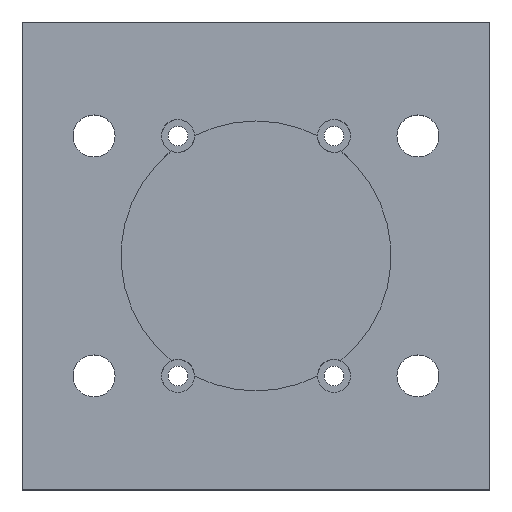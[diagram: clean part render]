
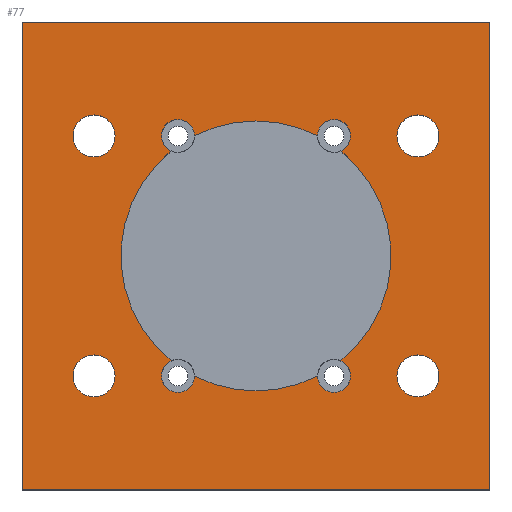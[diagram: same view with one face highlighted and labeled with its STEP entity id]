
A CAD part, top view. The second image highlights one B-rep face of the part: STEP entity #77.
In plain terms, the highlighted planar face has unit normal (0, 0, 1).
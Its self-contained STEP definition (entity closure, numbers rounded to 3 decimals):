
#77 = ADVANCED_FACE( '', ( #106, #107, #108, #109, #110, #111 ), #112, .T. );
#106 = FACE_OUTER_BOUND( '', #189, .T. );
#107 = FACE_BOUND( '', #190, .T. );
#108 = FACE_BOUND( '', #191, .T. );
#109 = FACE_BOUND( '', #192, .T. );
#110 = FACE_BOUND( '', #193, .T. );
#111 = FACE_BOUND( '', #194, .T. );
#112 = PLANE( '', #195 );
#189 = EDGE_LOOP( '', ( #272, #273, #274, #275 ) );
#190 = EDGE_LOOP( '', ( #276 ) );
#191 = EDGE_LOOP( '', ( #277 ) );
#192 = EDGE_LOOP( '', ( #278 ) );
#193 = EDGE_LOOP( '', ( #279 ) );
#194 = EDGE_LOOP( '', ( #280, #281, #282, #283, #284, #285, #286, #287 ) );
#195 = AXIS2_PLACEMENT_3D( '', #288, #289, #290 );
#272 = ORIENTED_EDGE( '', *, *, #465, .T. );
#273 = ORIENTED_EDGE( '', *, *, #466, .T. );
#274 = ORIENTED_EDGE( '', *, *, #467, .T. );
#275 = ORIENTED_EDGE( '', *, *, #468, .T. );
#276 = ORIENTED_EDGE( '', *, *, #469, .F. );
#277 = ORIENTED_EDGE( '', *, *, #470, .F. );
#278 = ORIENTED_EDGE( '', *, *, #471, .F. );
#279 = ORIENTED_EDGE( '', *, *, #472, .F. );
#280 = ORIENTED_EDGE( '', *, *, #473, .T. );
#281 = ORIENTED_EDGE( '', *, *, #474, .T. );
#282 = ORIENTED_EDGE( '', *, *, #475, .T. );
#283 = ORIENTED_EDGE( '', *, *, #476, .T. );
#284 = ORIENTED_EDGE( '', *, *, #477, .T. );
#285 = ORIENTED_EDGE( '', *, *, #478, .T. );
#286 = ORIENTED_EDGE( '', *, *, #479, .T. );
#287 = ORIENTED_EDGE( '', *, *, #480, .T. );
#288 = CARTESIAN_POINT( '', ( -78., 78., 22. ) );
#289 = DIRECTION( '', ( 0., 0., 1. ) );
#290 = DIRECTION( '', ( 1., 0., 0. ) );
#465 = EDGE_CURVE( '', #521, #522, #523, .T. );
#466 = EDGE_CURVE( '', #522, #524, #525, .T. );
#467 = EDGE_CURVE( '', #524, #526, #527, .T. );
#468 = EDGE_CURVE( '', #526, #521, #528, .T. );
#469 = EDGE_CURVE( '', #529, #529, #530, .T. );
#470 = EDGE_CURVE( '', #531, #531, #532, .T. );
#471 = EDGE_CURVE( '', #533, #533, #534, .T. );
#472 = EDGE_CURVE( '', #535, #535, #536, .T. );
#473 = EDGE_CURVE( '', #537, #538, #539, .T. );
#474 = EDGE_CURVE( '', #538, #540, #541, .T. );
#475 = EDGE_CURVE( '', #540, #542, #543, .T. );
#476 = EDGE_CURVE( '', #542, #544, #545, .T. );
#477 = EDGE_CURVE( '', #544, #546, #547, .T. );
#478 = EDGE_CURVE( '', #546, #548, #549, .T. );
#479 = EDGE_CURVE( '', #548, #550, #551, .T. );
#480 = EDGE_CURVE( '', #550, #537, #552, .T. );
#521 = VERTEX_POINT( '', #621 );
#522 = VERTEX_POINT( '', #622 );
#523 = LINE( '', #623, #624 );
#524 = VERTEX_POINT( '', #625 );
#525 = LINE( '', #626, #627 );
#526 = VERTEX_POINT( '', #628 );
#527 = LINE( '', #629, #630 );
#528 = LINE( '', #631, #632 );
#529 = VERTEX_POINT( '', #633 );
#530 = CIRCLE( '', #634, 7. );
#531 = VERTEX_POINT( '', #635 );
#532 = CIRCLE( '', #636, 7. );
#533 = VERTEX_POINT( '', #637 );
#534 = CIRCLE( '', #638, 7. );
#535 = VERTEX_POINT( '', #639 );
#536 = CIRCLE( '', #640, 7. );
#537 = VERTEX_POINT( '', #641 );
#538 = VERTEX_POINT( '', #642 );
#539 = CIRCLE( '', #643, 5.5 );
#540 = VERTEX_POINT( '', #644 );
#541 = CIRCLE( '', #645, 45. );
#542 = VERTEX_POINT( '', #646 );
#543 = CIRCLE( '', #647, 5.5 );
#544 = VERTEX_POINT( '', #648 );
#545 = CIRCLE( '', #649, 45. );
#546 = VERTEX_POINT( '', #650 );
#547 = CIRCLE( '', #651, 5.5 );
#548 = VERTEX_POINT( '', #652 );
#549 = CIRCLE( '', #653, 45. );
#550 = VERTEX_POINT( '', #654 );
#551 = CIRCLE( '', #655, 5.5 );
#552 = CIRCLE( '', #656, 45. );
#621 = CARTESIAN_POINT( '', ( 78., 78., 22. ) );
#622 = CARTESIAN_POINT( '', ( -78., 78., 22. ) );
#623 = CARTESIAN_POINT( '', ( 78., 78., 22. ) );
#624 = VECTOR( '', #741, 1000. );
#625 = CARTESIAN_POINT( '', ( -78., -78., 22. ) );
#626 = CARTESIAN_POINT( '', ( -78., 78., 22. ) );
#627 = VECTOR( '', #742, 1000. );
#628 = CARTESIAN_POINT( '', ( 78., -78., 22. ) );
#629 = CARTESIAN_POINT( '', ( -78., -78., 22. ) );
#630 = VECTOR( '', #743, 1000. );
#631 = CARTESIAN_POINT( '', ( 78., -78., 22. ) );
#632 = VECTOR( '', #744, 1000. );
#633 = CARTESIAN_POINT( '', ( -47., 40., 22. ) );
#634 = AXIS2_PLACEMENT_3D( '', #745, #746, #747 );
#635 = CARTESIAN_POINT( '', ( 61., 40., 22. ) );
#636 = AXIS2_PLACEMENT_3D( '', #748, #749, #750 );
#637 = CARTESIAN_POINT( '', ( -47., -40., 22. ) );
#638 = AXIS2_PLACEMENT_3D( '', #751, #752, #753 );
#639 = CARTESIAN_POINT( '', ( 61., -40., 22. ) );
#640 = AXIS2_PLACEMENT_3D( '', #754, #755, #756 );
#641 = CARTESIAN_POINT( '', ( 28.287, -34.998, 22. ) );
#642 = CARTESIAN_POINT( '', ( 20.5, -40.059, 22. ) );
#643 = AXIS2_PLACEMENT_3D( '', #757, #758, #759 );
#644 = CARTESIAN_POINT( '', ( -20.5, -40.059, 22. ) );
#645 = AXIS2_PLACEMENT_3D( '', #760, #761, #762 );
#646 = CARTESIAN_POINT( '', ( -28.287, -34.998, 22. ) );
#647 = AXIS2_PLACEMENT_3D( '', #763, #764, #765 );
#648 = CARTESIAN_POINT( '', ( -28.287, 34.998, 22. ) );
#649 = AXIS2_PLACEMENT_3D( '', #766, #767, #768 );
#650 = CARTESIAN_POINT( '', ( -20.5, 40.059, 22. ) );
#651 = AXIS2_PLACEMENT_3D( '', #769, #770, #771 );
#652 = CARTESIAN_POINT( '', ( 20.5, 40.059, 22. ) );
#653 = AXIS2_PLACEMENT_3D( '', #772, #773, #774 );
#654 = CARTESIAN_POINT( '', ( 28.287, 34.998, 22. ) );
#655 = AXIS2_PLACEMENT_3D( '', #775, #776, #777 );
#656 = AXIS2_PLACEMENT_3D( '', #778, #779, #780 );
#741 = DIRECTION( '', ( -1., 0., 0. ) );
#742 = DIRECTION( '', ( 0., -1., 0. ) );
#743 = DIRECTION( '', ( 1., 0., 0. ) );
#744 = DIRECTION( '', ( 0., 1., 0. ) );
#745 = CARTESIAN_POINT( '', ( -54., 40., 22. ) );
#746 = DIRECTION( '', ( 0., 0., 1. ) );
#747 = DIRECTION( '', ( 1., 0., 0. ) );
#748 = CARTESIAN_POINT( '', ( 54., 40., 22. ) );
#749 = DIRECTION( '', ( 0., 0., 1. ) );
#750 = DIRECTION( '', ( 1., 0., 0. ) );
#751 = CARTESIAN_POINT( '', ( -54., -40., 22. ) );
#752 = DIRECTION( '', ( 0., 0., 1. ) );
#753 = DIRECTION( '', ( 1., 0., 0. ) );
#754 = CARTESIAN_POINT( '', ( 54., -40., 22. ) );
#755 = DIRECTION( '', ( 0., 0., 1. ) );
#756 = DIRECTION( '', ( 1., 0., 0. ) );
#757 = CARTESIAN_POINT( '', ( 26., -40., 22. ) );
#758 = DIRECTION( '', ( 0., 0., -1. ) );
#759 = DIRECTION( '', ( 0., -1., 0. ) );
#760 = CARTESIAN_POINT( '', ( 0., 0., 22. ) );
#761 = DIRECTION( '', ( 0., 0., -1. ) );
#762 = DIRECTION( '', ( 0., 1., 0. ) );
#763 = CARTESIAN_POINT( '', ( -26., -40., 22. ) );
#764 = DIRECTION( '', ( 0., 0., -1. ) );
#765 = DIRECTION( '', ( 0., -1., 0. ) );
#766 = CARTESIAN_POINT( '', ( 0., 0., 22. ) );
#767 = DIRECTION( '', ( 0., 0., -1. ) );
#768 = DIRECTION( '', ( 0., 1., 0. ) );
#769 = CARTESIAN_POINT( '', ( -26., 40., 22. ) );
#770 = DIRECTION( '', ( 0., 0., -1. ) );
#771 = DIRECTION( '', ( 0., -1., 0. ) );
#772 = CARTESIAN_POINT( '', ( 0., 0., 22. ) );
#773 = DIRECTION( '', ( 0., 0., -1. ) );
#774 = DIRECTION( '', ( 0., 1., 0. ) );
#775 = CARTESIAN_POINT( '', ( 26., 40., 22. ) );
#776 = DIRECTION( '', ( 0., 0., -1. ) );
#777 = DIRECTION( '', ( 0., -1., 0. ) );
#778 = CARTESIAN_POINT( '', ( 0., 0., 22. ) );
#779 = DIRECTION( '', ( 0., 0., -1. ) );
#780 = DIRECTION( '', ( 0., 1., 0. ) );
